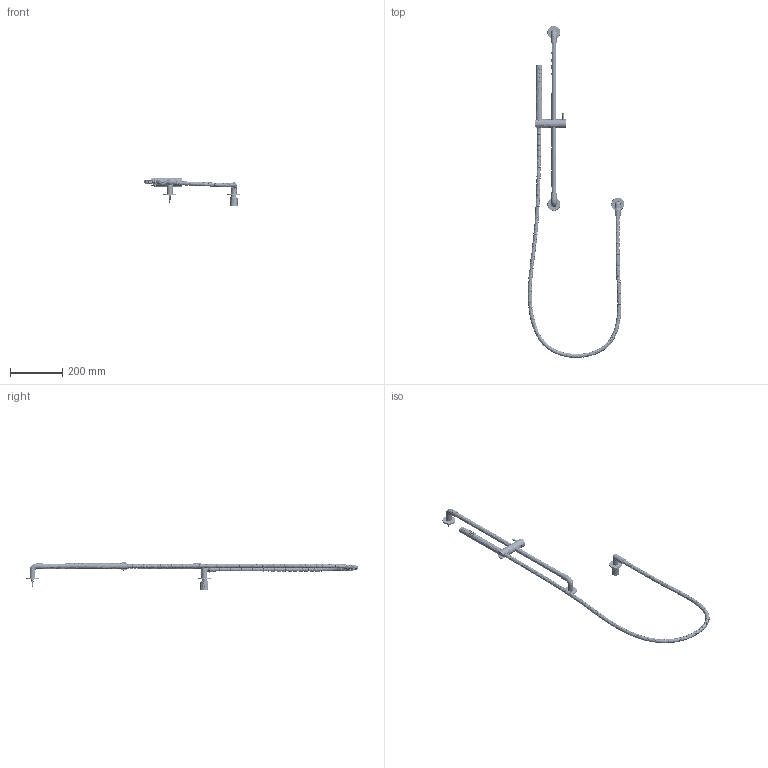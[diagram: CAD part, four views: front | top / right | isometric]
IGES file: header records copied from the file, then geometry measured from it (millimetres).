
Global section: file name: T2070A-KIT; native system: Autodesk Inventor 2020; preprocessor: unknown; author: rclarke; date: 20221128.120213; units: millimetre
Bounding box: 367.67 x 1265.35 x 107.55 mm (x, y, z)
Volume: 579516.2 mm3; surface area: 378760.9 mm2
Topology: 274 solids, 281 shells, 3296 faces, 8956 edges, 6404 vertices
Faces by surface type: bspline 3296
